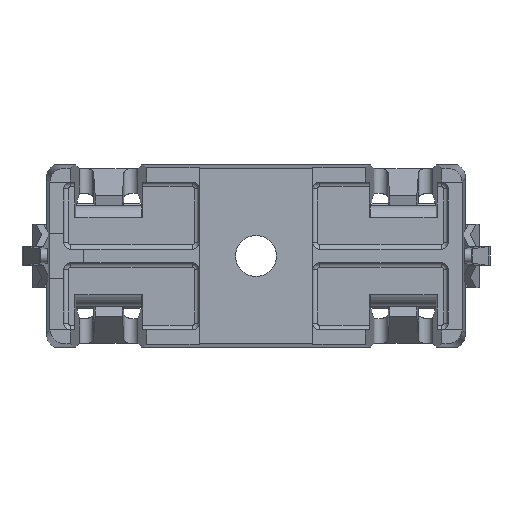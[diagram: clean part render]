
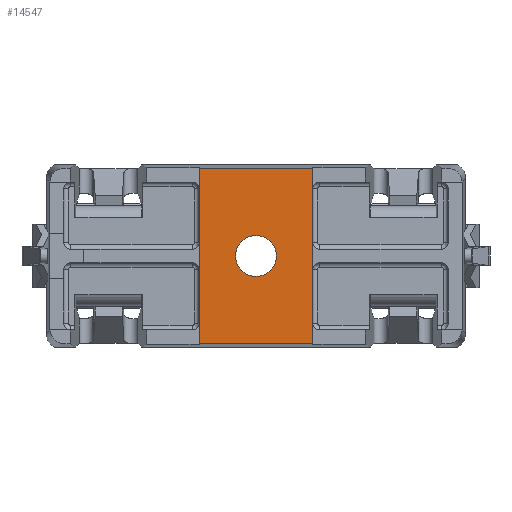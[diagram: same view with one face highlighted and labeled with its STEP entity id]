
A CAD part, front view. The second image highlights one B-rep face of the part: STEP entity #14547.
In plain terms, the highlighted planar face has unit normal (0, -1, 0).
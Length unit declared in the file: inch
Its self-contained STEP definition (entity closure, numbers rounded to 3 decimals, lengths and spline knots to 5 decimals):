
#796=CIRCLE('',#15520,0.045);
#994=FACE_BOUND('',#2737,.T.);
#1240=PLANE('',#15519);
#1928=FACE_OUTER_BOUND('',#2736,.T.);
#2736=EDGE_LOOP('',(#12358,#12359,#12360,#12361));
#2737=EDGE_LOOP('',(#12362));
#3707=LINE('',#23766,#5052);
#3880=LINE('',#25112,#5225);
#3887=LINE('',#25130,#5232);
#3888=LINE('',#25131,#5233);
#5052=VECTOR('',#17588,0.3937);
#5225=VECTOR('',#18167,0.3937);
#5232=VECTOR('',#18186,0.3937);
#5233=VECTOR('',#18187,0.3937);
#6747=VERTEX_POINT('',#23763);
#6748=VERTEX_POINT('',#23765);
#6956=VERTEX_POINT('',#25110);
#6961=VERTEX_POINT('',#25129);
#6962=VERTEX_POINT('',#25132);
#8545=EDGE_CURVE('',#6747,#6748,#3707,.T.);
#8861=EDGE_CURVE('',#6747,#6956,#3880,.T.);
#8870=EDGE_CURVE('',#6956,#6961,#3887,.T.);
#8871=EDGE_CURVE('',#6748,#6961,#3888,.T.);
#8872=EDGE_CURVE('',#6962,#6962,#796,.T.);
#12358=ORIENTED_EDGE('',*,*,#8861,.T.);
#12359=ORIENTED_EDGE('',*,*,#8870,.T.);
#12360=ORIENTED_EDGE('',*,*,#8871,.F.);
#12361=ORIENTED_EDGE('',*,*,#8545,.F.);
#12362=ORIENTED_EDGE('',*,*,#8872,.F.);
#14547=ADVANCED_FACE('',(#1928,#994),#1240,.T.);
#15519=AXIS2_PLACEMENT_3D('',#25128,#18184,#18185);
#15520=AXIS2_PLACEMENT_3D('',#25133,#18188,#18189);
#17588=DIRECTION('',(0.,0.,-1.));
#18167=DIRECTION('',(-1.,0.,0.));
#18184=DIRECTION('center_axis',(0.,-1.,0.));
#18185=DIRECTION('ref_axis',(1.,0.,0.));
#18186=DIRECTION('',(0.,0.,-1.));
#18187=DIRECTION('',(-1.,0.,0.));
#18188=DIRECTION('center_axis',(0.,-1.,0.));
#18189=DIRECTION('ref_axis',(1.,0.,0.));
#23763=CARTESIAN_POINT('',(0.585,0.,0.3924));
#23765=CARTESIAN_POINT('',(0.585,0.,0.0076));
#23766=CARTESIAN_POINT('',(0.585,0.,0.1962));
#25110=CARTESIAN_POINT('',(0.335,0.,0.3924));
#25112=CARTESIAN_POINT('',(0.0038,0.,0.3924));
#25128=CARTESIAN_POINT('Origin',(0.0076,0.,0.));
#25129=CARTESIAN_POINT('',(0.335,0.,0.0076));
#25130=CARTESIAN_POINT('',(0.335,0.,0.1962));
#25131=CARTESIAN_POINT('',(0.9162,0.,0.0076));
#25132=CARTESIAN_POINT('',(0.46,0.,0.245));
#25133=CARTESIAN_POINT('Origin',(0.46,0.,0.2));
